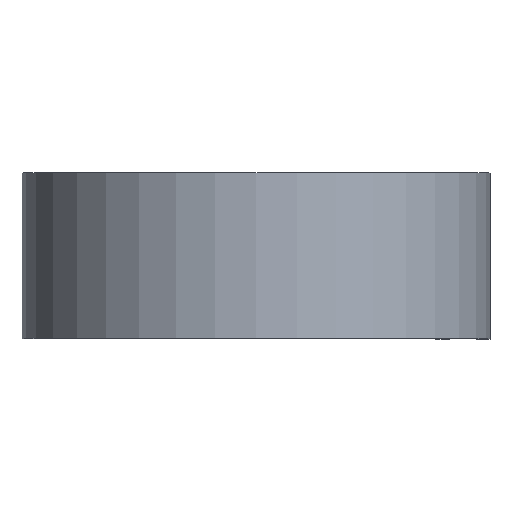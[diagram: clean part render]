
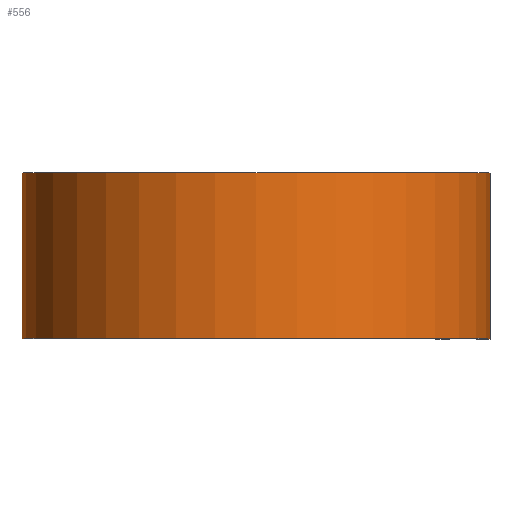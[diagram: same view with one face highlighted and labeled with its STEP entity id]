
A CAD part, top view. The second image highlights one B-rep face of the part: STEP entity #556.
In plain terms, the highlighted cylindrical face has radius 26.924 mm (diameter 53.848 mm), a partial arc.
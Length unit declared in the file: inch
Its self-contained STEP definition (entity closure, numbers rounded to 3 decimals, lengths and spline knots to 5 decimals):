
#17 = CIRCLE ( 'NONE', #282, 1.06 ) ;
#26 = CARTESIAN_POINT ( 'NONE',  ( 0., -0.375, 0. ) ) ;
#44 = EDGE_CURVE ( 'NONE', #123, #462, #263, .T. ) ;
#45 = EDGE_CURVE ( 'NONE', #417, #360, #248, .T. ) ;
#69 = DIRECTION ( 'NONE',  ( 0., 1., 0. ) ) ;
#79 = CARTESIAN_POINT ( 'NONE',  ( 0., 0.375, -1.06 ) ) ;
#89 = ORIENTED_EDGE ( 'NONE', *, *, #356, .T. ) ;
#106 = CARTESIAN_POINT ( 'NONE',  ( 0., 0.375, 0. ) ) ;
#123 = VERTEX_POINT ( 'NONE', #295 ) ;
#129 = DIRECTION ( 'NONE',  ( 0., -1., 0. ) ) ;
#189 = ORIENTED_EDGE ( 'NONE', *, *, #45, .T. ) ;
#210 = VECTOR ( 'NONE', #405, 39.37008 ) ;
#235 = VECTOR ( 'NONE', #500, 39.37008 ) ;
#247 = CARTESIAN_POINT ( 'NONE',  ( 0., 0.375, 0. ) ) ;
#248 = LINE ( 'NONE', #481, #210 ) ;
#250 = AXIS2_PLACEMENT_3D ( 'NONE', #26, #69, #315 ) ;
#263 = LINE ( 'NONE', #499, #235 ) ;
#282 = AXIS2_PLACEMENT_3D ( 'NONE', #106, #611, #292 ) ;
#292 = DIRECTION ( 'NONE',  ( 1., 0., 0. ) ) ;
#295 = CARTESIAN_POINT ( 'NONE',  ( 1.06, 0.375, 0. ) ) ;
#301 = EDGE_CURVE ( 'NONE', #417, #123, #17, .T. ) ;
#303 = ORIENTED_EDGE ( 'NONE', *, *, #301, .F. ) ;
#315 = DIRECTION ( 'NONE',  ( 1., 0., 0. ) ) ;
#356 = EDGE_CURVE ( 'NONE', #360, #462, #588, .T. ) ;
#360 = VERTEX_POINT ( 'NONE', #450 ) ;
#369 = CYLINDRICAL_SURFACE ( 'NONE', #460, 1.06 ) ;
#374 = FACE_OUTER_BOUND ( 'NONE', #574, .T. ) ;
#405 = DIRECTION ( 'NONE',  ( 0., -1., 0. ) ) ;
#417 = VERTEX_POINT ( 'NONE', #79 ) ;
#441 = CARTESIAN_POINT ( 'NONE',  ( 1.06, -0.375, 0. ) ) ;
#450 = CARTESIAN_POINT ( 'NONE',  ( 0., -0.375, -1.06 ) ) ;
#460 = AXIS2_PLACEMENT_3D ( 'NONE', #247, #129, #496 ) ;
#462 = VERTEX_POINT ( 'NONE', #441 ) ;
#481 = CARTESIAN_POINT ( 'NONE',  ( 0., 0.375, -1.06 ) ) ;
#496 = DIRECTION ( 'NONE',  ( 0., 0., -1. ) ) ;
#499 = CARTESIAN_POINT ( 'NONE',  ( 1.06, 0.375, 0. ) ) ;
#500 = DIRECTION ( 'NONE',  ( 0., -1., 0. ) ) ;
#537 = ORIENTED_EDGE ( 'NONE', *, *, #44, .F. ) ;
#556 = ADVANCED_FACE ( 'NONE', ( #374 ), #369, .T. ) ;
#574 = EDGE_LOOP ( 'NONE', ( #89, #537, #303, #189 ) ) ;
#588 = CIRCLE ( 'NONE', #250, 1.06 ) ;
#611 = DIRECTION ( 'NONE',  ( 0., 1., 0. ) ) ;
